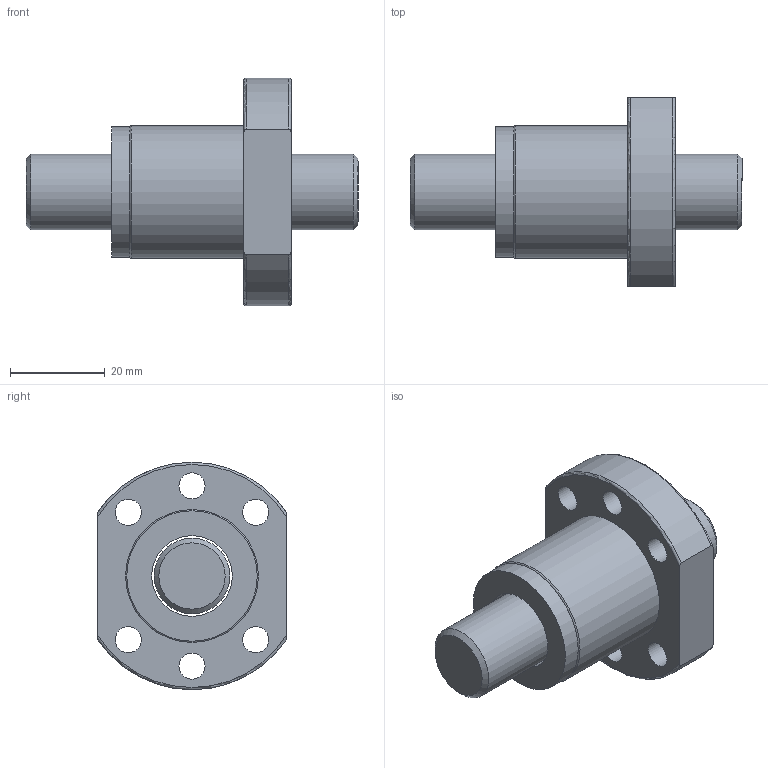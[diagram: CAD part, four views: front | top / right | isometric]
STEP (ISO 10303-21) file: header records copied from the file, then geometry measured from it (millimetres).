
FILE_DESCRIPTION(/* description */ (''),/* implementation_level */ '2;1');
FILE_NAME(/* name */ 'SFS1605',/* time_stamp */ '2007-10-26T09:12:58+08:00',/* author */ (''),/* organization */ (''),/* preprocessor_version */ 'ST-DEVELOPER v9',/* originating_system */ 'UGS - NX 3.0',/* authorisation */ '');
FILE_SCHEMA (('CONFIG_CONTROL_DESIGN'));
Length unit declared in the file: millimetre
Products named in the file (1): jaso37B0hu64
Bounding box: 70 x 40 x 48 mm (x, y, z)
Volume: 37540.1 mm3; surface area: 15508.1 mm2
Topology: 4 solids, 4 shells, 35 faces, 78 edges, 53 vertices
Faces by surface type: cylinder 16, plane 12, torus 5, cone 2
Full cylindrical faces by diameter (mm): 5.5 x6, 16 x1, 17 x3, 27.5 x2, 28 x2
Entity records: 1106 total; most frequent: CARTESIAN_POINT 288, DIRECTION 158, ORIENTED_EDGE 110, AXIS2_PLACEMENT_3D 75, EDGE_LOOP 72, EDGE_CURVE 55, FACE_BOUND 52, VERTEX_POINT 47
